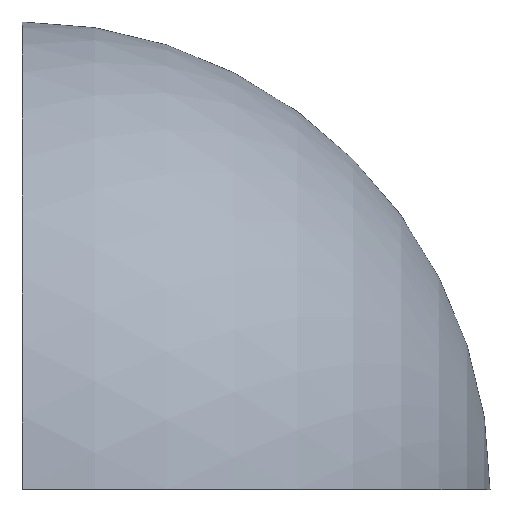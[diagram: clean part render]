
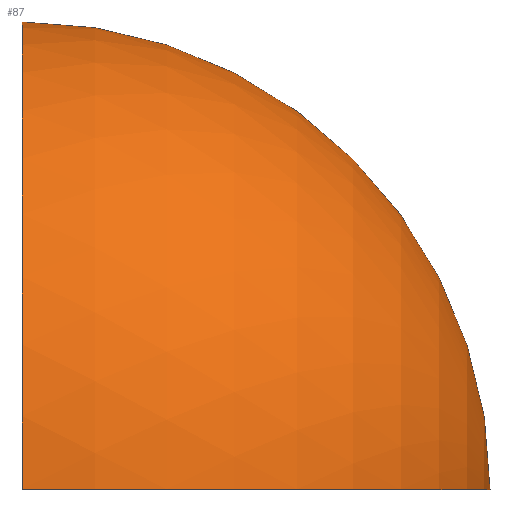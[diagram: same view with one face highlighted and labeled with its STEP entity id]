
A CAD part, top view. The second image highlights one B-rep face of the part: STEP entity #87.
In plain terms, the highlighted spherical face has radius 39.624 mm.
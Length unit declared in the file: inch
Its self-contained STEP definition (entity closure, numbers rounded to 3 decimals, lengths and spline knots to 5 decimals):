
#1 = EDGE_LOOP ( 'NONE', ( #100, #205, #99 ) ) ;
#2 = DIRECTION ( 'NONE',  ( 0., 0., -1. ) ) ;
#7 = DIRECTION ( 'NONE',  ( 1., 0., 0. ) ) ;
#12 = CIRCLE ( 'NONE', #88, 1.56 ) ;
#13 = VERTEX_POINT ( 'NONE', #22 ) ;
#22 = CARTESIAN_POINT ( 'NONE',  ( 1.56, -1.56, 0. ) ) ;
#23 = AXIS2_PLACEMENT_3D ( 'NONE', #192, #145, #64 ) ;
#24 = DIRECTION ( 'NONE',  ( -1., 0., 0. ) ) ;
#26 = CIRCLE ( 'NONE', #23, 1.56 ) ;
#36 = EDGE_CURVE ( 'NONE', #199, #118, #12, .T. ) ;
#38 = AXIS2_PLACEMENT_3D ( 'NONE', #190, #7, #158 ) ;
#41 = CARTESIAN_POINT ( 'NONE',  ( 0., -1.56, 0. ) ) ;
#64 = DIRECTION ( 'NONE',  ( -1., 0., 0. ) ) ;
#87 = ADVANCED_FACE ( 'NONE', ( #91 ), #155, .T. ) ;
#88 = AXIS2_PLACEMENT_3D ( 'NONE', #41, #24, #2 ) ;
#89 = CARTESIAN_POINT ( 'NONE',  ( 0., -1.56, 1.56 ) ) ;
#91 = FACE_OUTER_BOUND ( 'NONE', #1, .T. ) ;
#95 = AXIS2_PLACEMENT_3D ( 'NONE', #113, #147, #127 ) ;
#99 = ORIENTED_EDGE ( 'NONE', *, *, #36, .F. ) ;
#100 = ORIENTED_EDGE ( 'NONE', *, *, #213, .T. ) ;
#113 = CARTESIAN_POINT ( 'NONE',  ( 0., -1.56, 0. ) ) ;
#118 = VERTEX_POINT ( 'NONE', #173 ) ;
#127 = DIRECTION ( 'NONE',  ( 0., 0., 1. ) ) ;
#134 = CIRCLE ( 'NONE', #95, 1.56 ) ;
#145 = DIRECTION ( 'NONE',  ( 0., 0., 1. ) ) ;
#147 = DIRECTION ( 'NONE',  ( 0., 1., 0. ) ) ;
#155 = SPHERICAL_SURFACE ( 'NONE', #38, 1.56 ) ;
#158 = DIRECTION ( 'NONE',  ( 0., 0., 1. ) ) ;
#173 = CARTESIAN_POINT ( 'NONE',  ( 0., 0., 0. ) ) ;
#176 = EDGE_CURVE ( 'NONE', #13, #118, #26, .T. ) ;
#190 = CARTESIAN_POINT ( 'NONE',  ( 0., -1.56, 0. ) ) ;
#192 = CARTESIAN_POINT ( 'NONE',  ( 0., -1.56, 0. ) ) ;
#199 = VERTEX_POINT ( 'NONE', #89 ) ;
#205 = ORIENTED_EDGE ( 'NONE', *, *, #176, .T. ) ;
#213 = EDGE_CURVE ( 'NONE', #199, #13, #134, .T. ) ;
